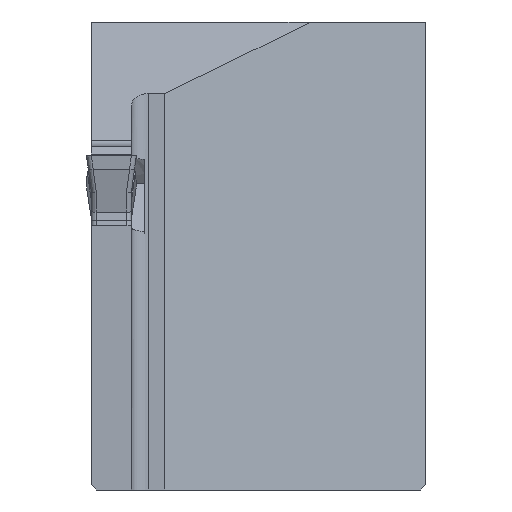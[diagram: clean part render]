
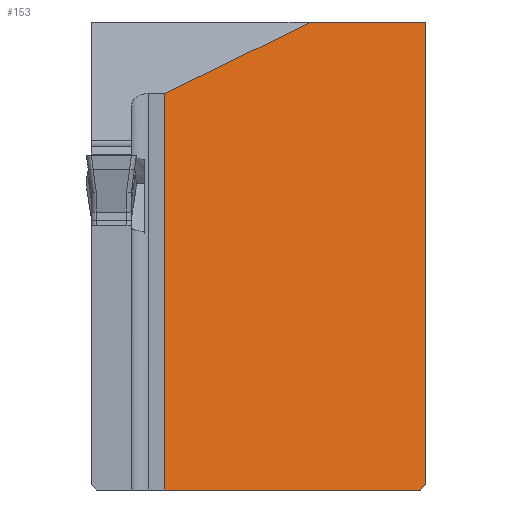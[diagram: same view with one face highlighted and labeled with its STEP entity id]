
A CAD part, left-side view. The second image highlights one B-rep face of the part: STEP entity #153.
In plain terms, the highlighted planar face has unit normal (-0.819, -0.574, 0).
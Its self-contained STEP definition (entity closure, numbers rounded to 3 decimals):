
#153=ADVANCED_FACE('',(#268),#224,.F.);
#224=PLANE('',#1383);
#268=FACE_OUTER_BOUND('',#340,.T.);
#340=EDGE_LOOP('',(#484,#485,#486,#487,#488,#489));
#484=ORIENTED_EDGE('',*,*,#956,.F.);
#485=ORIENTED_EDGE('',*,*,#943,.F.);
#486=ORIENTED_EDGE('',*,*,#927,.F.);
#487=ORIENTED_EDGE('',*,*,#910,.F.);
#488=ORIENTED_EDGE('',*,*,#904,.F.);
#489=ORIENTED_EDGE('',*,*,#962,.T.);
#780=VERTEX_POINT('',#1864);
#781=VERTEX_POINT('',#1866);
#786=VERTEX_POINT('',#1878);
#801=VERTEX_POINT('',#1912);
#814=VERTEX_POINT('',#1946);
#817=VERTEX_POINT('',#1970);
#904=EDGE_CURVE('',#780,#781,#1096,.T.);
#910=EDGE_CURVE('',#781,#786,#1101,.T.);
#927=EDGE_CURVE('',#786,#801,#1115,.T.);
#943=EDGE_CURVE('',#801,#814,#1127,.T.);
#956=EDGE_CURVE('',#814,#817,#1139,.T.);
#962=EDGE_CURVE('',#780,#817,#1142,.T.);
#1096=LINE('',#1865,#1226);
#1101=LINE('',#1877,#1231);
#1115=LINE('',#1914,#1245);
#1127=LINE('',#1945,#1257);
#1139=LINE('',#1969,#1269);
#1142=LINE('',#2004,#1272);
#1226=VECTOR('',#1483,1.);
#1231=VECTOR('',#1492,1.);
#1245=VECTOR('',#1520,1.);
#1257=VECTOR('',#1546,1.);
#1269=VECTOR('',#1576,1.);
#1272=VECTOR('',#1585,1.);
#1383=AXIS2_PLACEMENT_3D('',#2005,#1586,#1587);
#1483=DIRECTION('',(0.574,-0.819,0.));
#1492=DIRECTION('',(0.,0.,-1.));
#1520=DIRECTION('',(-0.444,0.634,-0.634));
#1546=DIRECTION('',(-0.574,0.819,0.));
#1576=DIRECTION('',(0.,0.,1.));
#1585=DIRECTION('',(-0.532,0.76,-0.373));
#1586=DIRECTION('',(0.819,0.574,0.));
#1587=DIRECTION('',(0.574,-0.819,0.));
#1864=CARTESIAN_POINT('',(15.125,-13.148,8.));
#1865=CARTESIAN_POINT('',(9.,-4.4,8.));
#1866=CARTESIAN_POINT('',(19.923,-20.,8.));
#1877=CARTESIAN_POINT('',(19.923,-20.,-27.));
#1878=CARTESIAN_POINT('',(19.923,-20.,-19.7));
#1912=CARTESIAN_POINT('',(19.713,-19.7,-20.));
#1914=CARTESIAN_POINT('',(11.334,-7.733,-31.967));
#1945=CARTESIAN_POINT('',(9.,-4.4,-20.));
#1946=CARTESIAN_POINT('',(9.,-4.4,-20.));
#1969=CARTESIAN_POINT('',(9.,-4.4,-27.));
#1970=CARTESIAN_POINT('',(9.,-4.4,3.711));
#2004=CARTESIAN_POINT('',(9.911,-5.701,4.349));
#2005=CARTESIAN_POINT('',(9.,-4.4,-27.));
